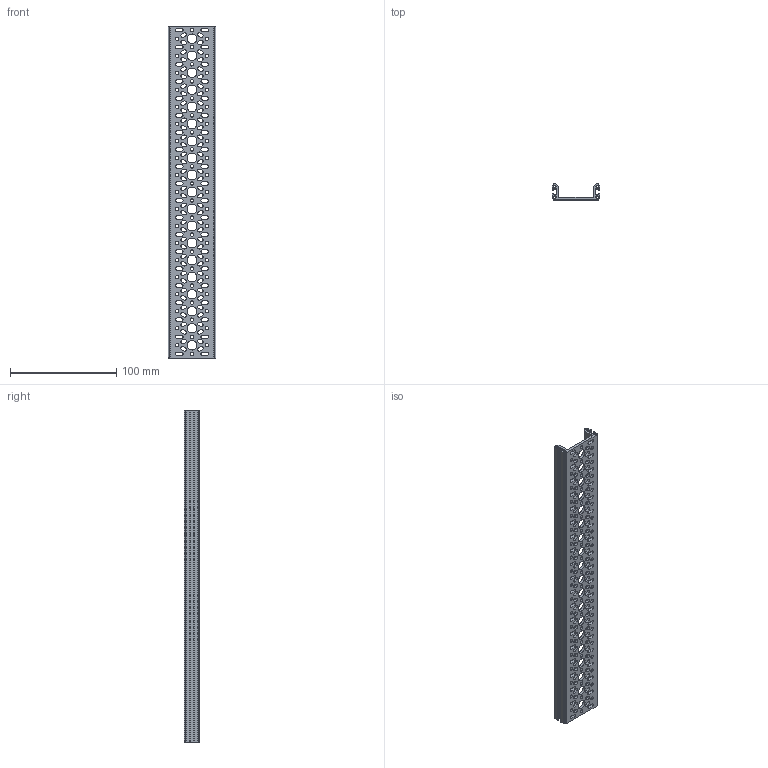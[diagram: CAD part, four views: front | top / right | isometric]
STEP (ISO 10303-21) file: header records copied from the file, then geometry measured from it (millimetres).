
FILE_DESCRIPTION (( 'STEP AP203' ), '1' );
FILE_NAME ('REV-41-1765.STEP', '2019-08-05T23:16:11', ( '' ), ( '' ), 'SwSTEP 2.0', 'SolidWorks 2018', '' );
FILE_SCHEMA (( 'CONFIG_CONTROL_DESIGN' ));
Length unit declared in the file: millimetre
Products named in the file (1): REV-41-1765
Bounding box: 45 x 15 x 312 mm (x, y, z)
Volume: 48955.4 mm3; surface area: 60164.6 mm2
Topology: 1 solids, 1 shells, 784 faces, 2346 edges, 1564 vertices
Faces by surface type: cylinder 516, plane 268
Entity records: 27711 total; most frequent: DIRECTION 4948, CARTESIAN_POINT 4695, ORIENTED_EDGE 4692, EDGE_CURVE 2346, AXIS2_PLACEMENT_3D 1817, VERTEX_POINT 1564, LINE 1314, VECTOR 1314
